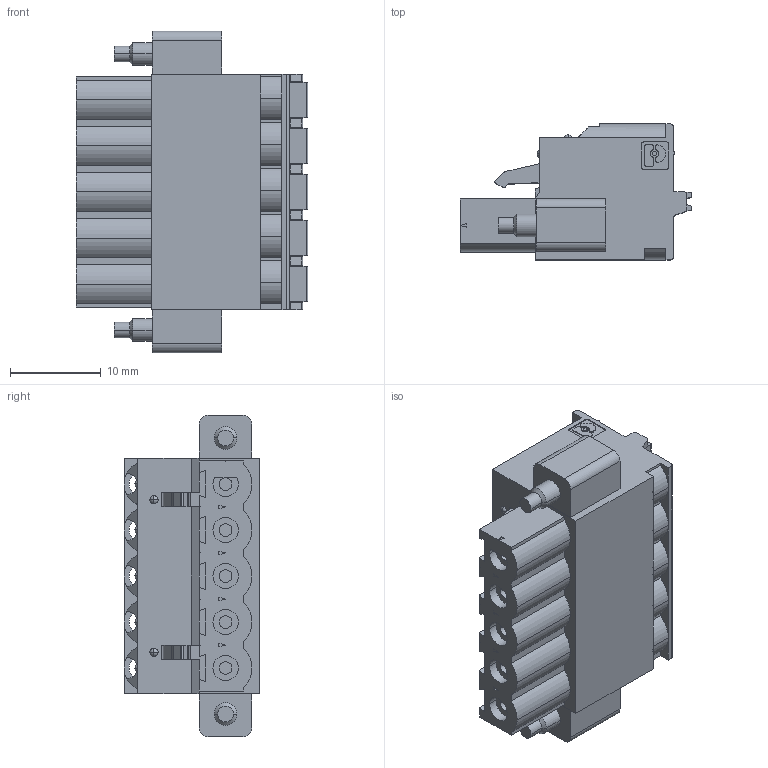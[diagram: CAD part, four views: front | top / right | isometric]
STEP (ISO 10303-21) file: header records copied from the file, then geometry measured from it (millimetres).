
FILE_DESCRIPTION(('HOOPS Exchange Step'),'2;1');
FILE_NAME('export-5ADAD2D2-BB27-4893-8F23-F08BDFEFBC30.stp','2023-08-10T15:16:40+02:00',('Engineering'),('Alibre'),'HOOPS Exchange 2021.0','Alibre','Unknown authorisation');
FILE_SCHEMA( ('AP242_MANAGED_MODEL_BASED_3D_ENGINEERING_MIM_LF {1 0 10303 442 1 1 4 }') );
Length unit declared in the file: millimetre
Products named in the file (2): 1535-1 PCB Connector - FKC 2,5 - 5-STF-5,08 - 1873236; 1535 PCB Connector - FKC 2,5 - 5-STF-5,08 - 1873236
Assembly tree (1 placements, depth 2):
  1535 PCB Connector - FKC 2,5 - 5-STF-5,08 - 1873236
    1535-1 PCB Connector - FKC 2,5 - 5-STF-5,08 - 1873236
Bounding box: 25.6 x 15 x 35.5 mm (x, y, z)
Volume: 6508.8 mm3; surface area: 4045 mm2
Topology: 1 solids, 1 shells, 632 faces, 1621 edges, 1038 vertices
Faces by surface type: plane 345, cylinder 213, sphere 28, cone 24, torus 22
Entity records: 19402 total; most frequent: DIRECTION 3503, CARTESIAN_POINT 3296, ORIENTED_EDGE 3242, EDGE_CURVE 1621, AXIS2_PLACEMENT_3D 1245, VERTEX_POINT 1038, VECTOR 1013, LINE 1013
